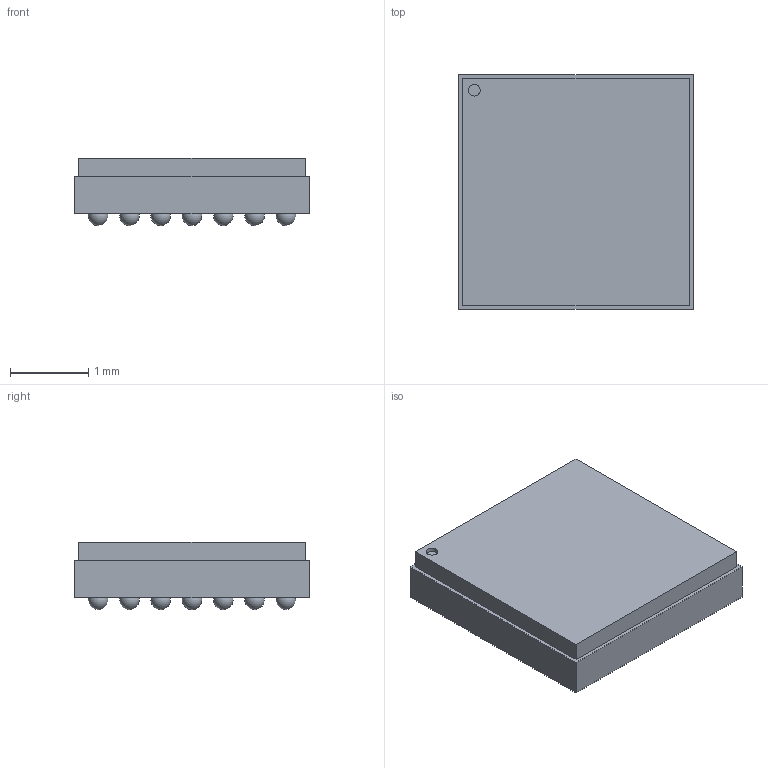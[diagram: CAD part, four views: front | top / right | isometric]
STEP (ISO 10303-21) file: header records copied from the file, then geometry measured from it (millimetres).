
FILE_DESCRIPTION(/* description */ (''),/* implementation_level */ '2;1');
FILE_NAME(/* name */ 'bga_1629060847339.stp',/* time_stamp */ '2021-08-15T20:54:12+00:00',/* author */ (''),/* organization */ (''),/* preprocessor_version */ 'ST-DEVELOPER v18.1',/* originating_system */ 'ASM',/* authorisation */ '');
FILE_SCHEMA (('AUTOMOTIVE_DESIGN { 1 0 10303 214 3 1 1 }'));
Length unit declared in the file: millimetre
Products named in the file (1): bga_1629060847339
Bounding box: 3 x 3 x 0.86 mm (x, y, z)
Volume: 6.5 mm3; surface area: 29.9 mm2
Topology: 1 solids, 1 shells, 62 faces, 174 edges, 116 vertices
Faces by surface type: sphere 49, plane 12, cylinder 1
Full cylindrical faces by diameter (mm): 0.15 x1
Entity records: 1921 total; most frequent: DIRECTION 351, CARTESIAN_POINT 304, ORIENTED_EDGE 250, AXIS2_PLACEMENT_3D 163, EDGE_CURVE 125, VERTEX_POINT 116, EDGE_LOOP 113, CIRCLE 100
